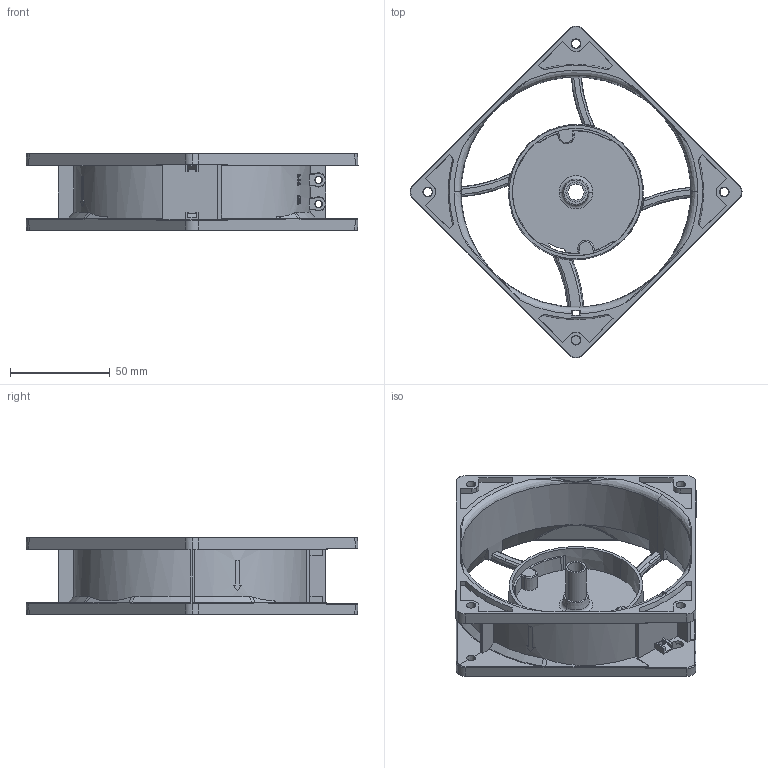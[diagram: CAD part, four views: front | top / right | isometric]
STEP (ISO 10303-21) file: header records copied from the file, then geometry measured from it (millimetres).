
FILE_DESCRIPTION (( 'STEP AP203' ), '1' );
FILE_NAME ('OA109AP_m0_frame.stp', '2023-09-15T17:11:11', ( '' ), ( '' ), 'SwSTEP 2.0', 'SolidWorks 2018', '' );
FILE_SCHEMA (( 'CONFIG_CONTROL_DESIGN' ));
Length unit declared in the file: millimetre
Products named in the file (1): OA109AP_m0_frame
Bounding box: 166.54 x 166.49 x 38.4 mm (x, y, z)
Volume: 65989.2 mm3; surface area: 62876.8 mm2
Topology: 1 solids, 1 shells, 604 faces, 1672 edges, 1070 vertices
Faces by surface type: plane 252, bspline 164, cone 81, cylinder 74, torus 33
Entity records: 31402 total; most frequent: CARTESIAN_POINT 17777, ORIENTED_EDGE 3326, DIRECTION 2172, EDGE_CURVE 1663, VERTEX_POINT 1070, AXIS2_PLACEMENT_3D 764, EDGE_LOOP 649, LINE 644
